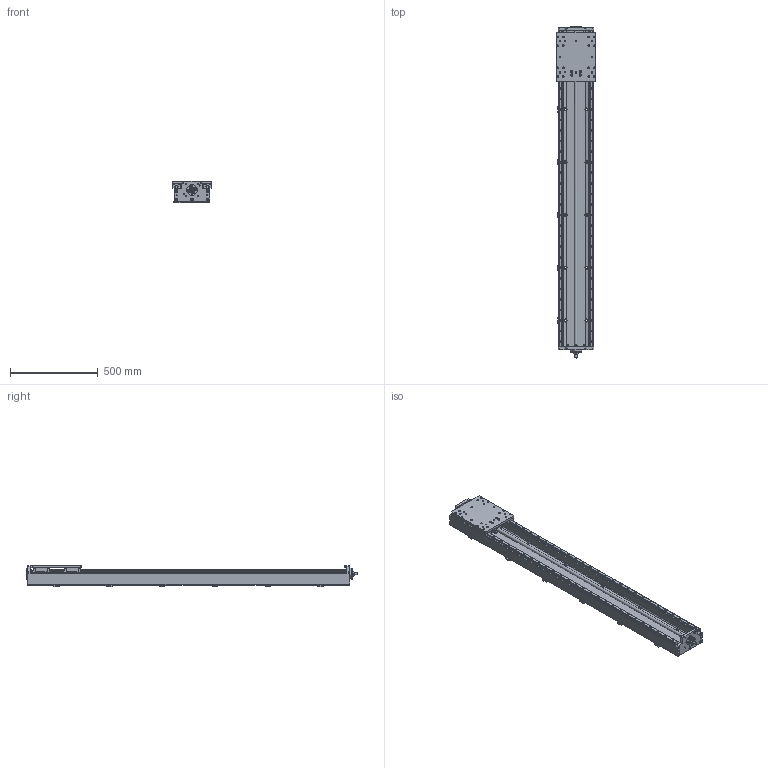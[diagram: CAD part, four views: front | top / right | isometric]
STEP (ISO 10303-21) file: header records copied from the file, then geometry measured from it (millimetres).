
FILE_DESCRIPTION((''),'2;1');
FILE_NAME('KK-HD-225-20-20XX-1800.stp','2009-03-22T19:21:12',('kurt'),(''),'Autodesk Inventor 2008','Autodesk Inventor 2008','');
FILE_SCHEMA(('AUTOMOTIVE_DESIGN { 1 0 10303 214 1 1 1 1 }'));
Length unit declared in the file: millimetre
Products named in the file (1): Part22
Bounding box: 225 x 1887 x 120 mm (x, y, z)
Volume: 15424761 mm3; surface area: 1790619 mm2
Topology: 1 solids, 21 shells, 2638 faces, 6805 edges, 4472 vertices
Faces by surface type: plane 1663, cylinder 567, bspline 247, cone 145, torus 16
Full cylindrical faces by diameter (mm): 2.459 x4, 3 x5, 3.5 x4, 4.134 x68, 4.917 x10, 5 x16, 5.5 x28, 6 x74, 6.6 x14, 6.647 x10, 7.5 x4, 8.376 x8, 9 x10, 9.5 x72, 10 x16, 10.106 x12, 11 x12, 12 x1, 14.3 x1, 15 x14, 18 x13, 20 x2, 20.44 x4, 20.5 x1, 20.733 x2, 21 x1, 26.56 x4, 28 x2, 30.8 x2, 32 x1
Entity records: 83803 total; most frequent: CARTESIAN_POINT 20231, ORIENTED_EDGE 12208, DIRECTION 11652, EDGE_CURVE 6104, VERTEX_POINT 4322, VECTOR 4268, LINE 4268, AXIS2_PLACEMENT_3D 3692
